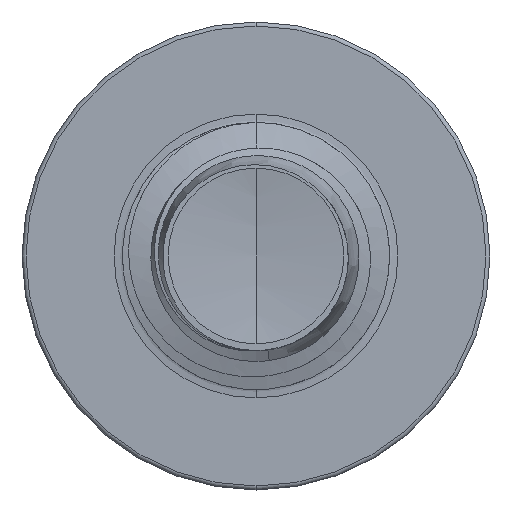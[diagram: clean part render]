
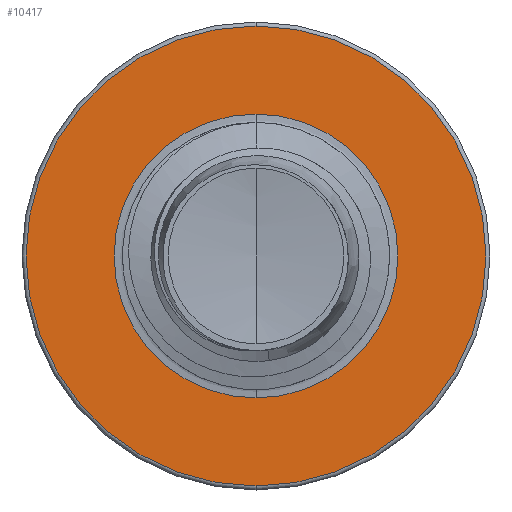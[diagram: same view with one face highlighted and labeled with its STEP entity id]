
A CAD part, front view. The second image highlights one B-rep face of the part: STEP entity #10417.
In plain terms, the highlighted planar face has unit normal (0, -1, 0).
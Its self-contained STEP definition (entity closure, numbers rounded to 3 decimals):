
#1946 = ORIENTED_EDGE ( 'NONE', *, *, #18636, .T. ) ;
#2315 = VERTEX_POINT ( 'NONE', #11483 ) ;
#2697 = CARTESIAN_POINT ( 'NONE',  ( 0., 8., -5.16 ) ) ;
#3773 = DIRECTION ( 'NONE',  ( 0., 0., 1. ) ) ;
#3825 = DIRECTION ( 'NONE',  ( 0., 1., 0. ) ) ;
#3871 = CARTESIAN_POINT ( 'NONE',  ( 0., 8., -3.186 ) ) ;
#4376 = DIRECTION ( 'NONE',  ( 0., 0., 1. ) ) ;
#4410 = DIRECTION ( 'NONE',  ( 0., 1., 0. ) ) ;
#4417 = CARTESIAN_POINT ( 'NONE',  ( 0., 8., 0. ) ) ;
#4970 = EDGE_LOOP ( 'NONE', ( #1946, #11120 ) ) ;
#5207 = PLANE ( 'NONE',  #8869 ) ;
#8835 = DIRECTION ( 'NONE',  ( 0., 0., 1. ) ) ;
#8863 = DIRECTION ( 'NONE',  ( 0., 1., 0. ) ) ;
#8869 = AXIS2_PLACEMENT_3D ( 'NONE', #3871, #3825, #3773 ) ;
#8872 = CARTESIAN_POINT ( 'NONE',  ( 0., 8., 0. ) ) ;
#10333 = CIRCLE ( 'NONE', #17580, 3.186 ) ;
#10417 = ADVANCED_FACE ( 'NONE', ( #10993, #18804 ), #5207, .F. ) ;
#10993 = FACE_OUTER_BOUND ( 'NONE', #17553, .T. ) ;
#11120 = ORIENTED_EDGE ( 'NONE', *, *, #18322, .T. ) ;
#11483 = CARTESIAN_POINT ( 'NONE',  ( 0., 8., -3.186 ) ) ;
#11906 = CIRCLE ( 'NONE', #18426, 5.16 ) ;
#12607 = DIRECTION ( 'NONE',  ( 0., 0., 1. ) ) ;
#12613 = DIRECTION ( 'NONE',  ( 0., 1., 0. ) ) ;
#12632 = CARTESIAN_POINT ( 'NONE',  ( 0., 8., 0. ) ) ;
#13752 = DIRECTION ( 'NONE',  ( 0., 0., 1. ) ) ;
#13846 = DIRECTION ( 'NONE',  ( 0., 1., 0. ) ) ;
#13848 = CARTESIAN_POINT ( 'NONE',  ( 0., 8., 0. ) ) ;
#14443 = AXIS2_PLACEMENT_3D ( 'NONE', #13848, #13846, #13752 ) ;
#14912 = CARTESIAN_POINT ( 'NONE',  ( 0., 8., 5.16 ) ) ;
#15376 = CIRCLE ( 'NONE', #14443, 3.186 ) ;
#17178 = CARTESIAN_POINT ( 'NONE',  ( 0., 8., 3.186 ) ) ;
#17289 = AXIS2_PLACEMENT_3D ( 'NONE', #12632, #12613, #12607 ) ;
#17553 = EDGE_LOOP ( 'NONE', ( #18124, #18764 ) ) ;
#17580 = AXIS2_PLACEMENT_3D ( 'NONE', #4417, #4410, #4376 ) ;
#18124 = ORIENTED_EDGE ( 'NONE', *, *, #18520, .F. ) ;
#18272 = VERTEX_POINT ( 'NONE', #14912 ) ;
#18290 = VERTEX_POINT ( 'NONE', #17178 ) ;
#18322 = EDGE_CURVE ( 'NONE', #2315, #18290, #15376, .T. ) ;
#18388 = EDGE_CURVE ( 'NONE', #18769, #18272, #18745, .T. ) ;
#18426 = AXIS2_PLACEMENT_3D ( 'NONE', #8872, #8863, #8835 ) ;
#18520 = EDGE_CURVE ( 'NONE', #18272, #18769, #11906, .T. ) ;
#18636 = EDGE_CURVE ( 'NONE', #18290, #2315, #10333, .T. ) ;
#18745 = CIRCLE ( 'NONE', #17289, 5.16 ) ;
#18764 = ORIENTED_EDGE ( 'NONE', *, *, #18388, .F. ) ;
#18769 = VERTEX_POINT ( 'NONE', #2697 ) ;
#18804 = FACE_BOUND ( 'NONE', #4970, .T. ) ;
